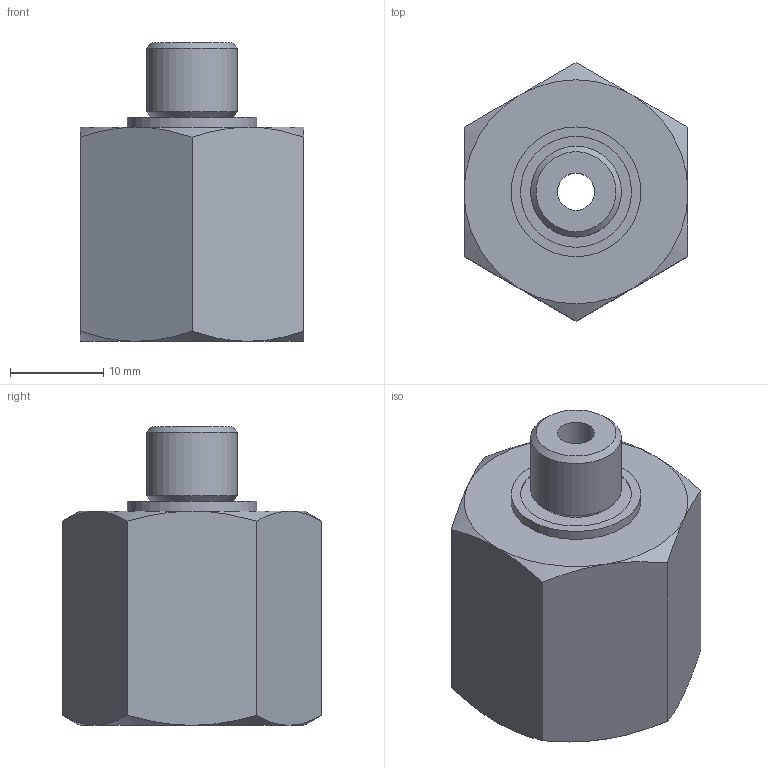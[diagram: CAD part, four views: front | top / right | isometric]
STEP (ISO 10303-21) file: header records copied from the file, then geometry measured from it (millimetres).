
FILE_DESCRIPTION(/* description */ ('STEP AP203'),/* implementation_level */ '2;1');
FILE_NAME(/* name */ 'Reducing Piece RI 1_8-3_8-01',/* time_stamp */ '2025-01-13T11:27:54+01:00',/* author */ ('License CC BY-ND 4.0'),/* organization */ ('CADENAS'),/* preprocessor_version */ 'ST-DEVELOPER v19.3',/* originating_system */ 'PARTsolutions',/* authorisation */ ' ');
FILE_SCHEMA (('CONFIG_CONTROL_DESIGN'));
Length unit declared in the file: millimetre
Products named in the file (1): Reduzierstutzen RI 1/8-3/8-01
Bounding box: 24 x 27.71 x 32 mm (x, y, z)
Volume: 8950.4 mm3; surface area: 4173.6 mm2
Topology: 1 solids, 1 shells, 35 faces, 68 edges, 40 vertices
Faces by surface type: cone 16, plane 13, cylinder 6
Full cylindrical faces by diameter (mm): 4 x1, 8.4 x1, 9.728 x1, 11.9 x1, 13.9 x1, 14.95 x1
Entity records: 890 total; most frequent: CARTESIAN_POINT 206, DIRECTION 134, ORIENTED_EDGE 116, AXIS2_PLACEMENT_3D 64, EDGE_CURVE 58, EDGE_LOOP 52, FACE_BOUND 52, VERTEX_POINT 40
